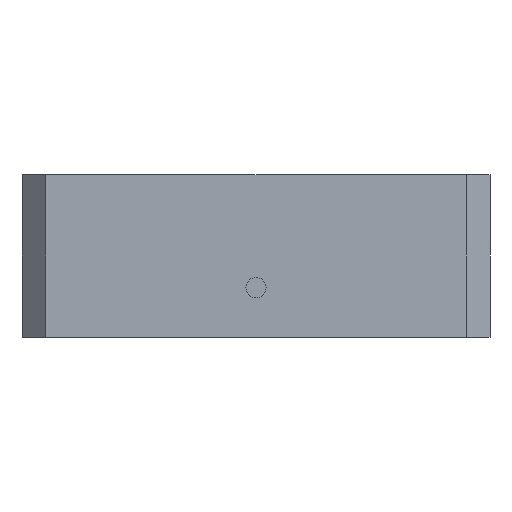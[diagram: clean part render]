
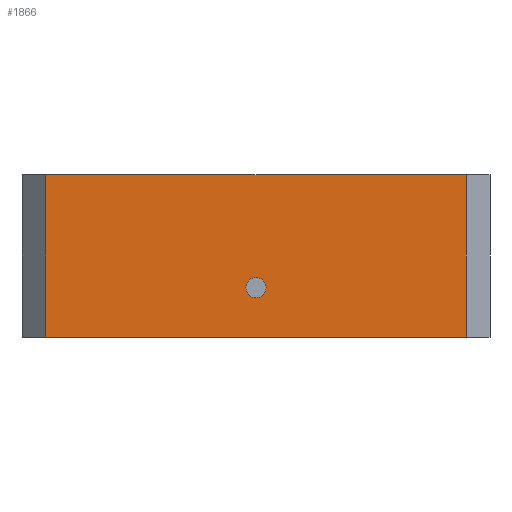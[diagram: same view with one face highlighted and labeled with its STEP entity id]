
A CAD part, front view. The second image highlights one B-rep face of the part: STEP entity #1866.
In plain terms, the highlighted planar face has unit normal (0, -1, 0).
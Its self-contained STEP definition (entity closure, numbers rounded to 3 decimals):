
#945 = VERTEX_POINT('',#946);
#946 = CARTESIAN_POINT('',(-53.1,-51.55,41.));
#952 = EDGE_CURVE('',#945,#953,#955,.T.);
#953 = VERTEX_POINT('',#954);
#954 = CARTESIAN_POINT('',(53.1,-51.55,41.));
#955 = LINE('',#956,#957);
#956 = CARTESIAN_POINT('',(-53.1,-51.55,41.));
#957 = VECTOR('',#958,1.);
#958 = DIRECTION('',(1.,0.,0.));
#1405 = VERTEX_POINT('',#1406);
#1406 = CARTESIAN_POINT('',(-53.1,-51.55,0.));
#1412 = EDGE_CURVE('',#1405,#1413,#1415,.T.);
#1413 = VERTEX_POINT('',#1414);
#1414 = CARTESIAN_POINT('',(53.1,-51.55,0.));
#1415 = LINE('',#1416,#1417);
#1416 = CARTESIAN_POINT('',(-53.1,-51.55,0.));
#1417 = VECTOR('',#1418,1.);
#1418 = DIRECTION('',(1.,0.,0.));
#1507 = EDGE_CURVE('',#1413,#953,#1508,.T.);
#1508 = LINE('',#1509,#1510);
#1509 = CARTESIAN_POINT('',(53.1,-51.55,0.));
#1510 = VECTOR('',#1511,1.);
#1511 = DIRECTION('',(0.,0.,1.));
#1805 = EDGE_CURVE('',#1405,#945,#1806,.T.);
#1806 = LINE('',#1807,#1808);
#1807 = CARTESIAN_POINT('',(-53.1,-51.55,0.));
#1808 = VECTOR('',#1809,1.);
#1809 = DIRECTION('',(0.,0.,1.));
#1866 = ADVANCED_FACE('',(#1867,#1873),#1884,.F.);
#1867 = FACE_BOUND('',#1868,.F.);
#1868 = EDGE_LOOP('',(#1869,#1870,#1871,#1872));
#1869 = ORIENTED_EDGE('',*,*,#1805,.T.);
#1870 = ORIENTED_EDGE('',*,*,#952,.T.);
#1871 = ORIENTED_EDGE('',*,*,#1507,.F.);
#1872 = ORIENTED_EDGE('',*,*,#1412,.F.);
#1873 = FACE_BOUND('',#1874,.F.);
#1874 = EDGE_LOOP('',(#1875));
#1875 = ORIENTED_EDGE('',*,*,#1876,.T.);
#1876 = EDGE_CURVE('',#1877,#1877,#1879,.T.);
#1877 = VERTEX_POINT('',#1878);
#1878 = CARTESIAN_POINT('',(2.55,-51.55,12.5));
#1879 = CIRCLE('',#1880,2.55);
#1880 = AXIS2_PLACEMENT_3D('',#1881,#1882,#1883);
#1881 = CARTESIAN_POINT('',(0.,-51.55,12.5));
#1882 = DIRECTION('',(0.,-1.,0.));
#1883 = DIRECTION('',(1.,0.,0.));
#1884 = PLANE('',#1885);
#1885 = AXIS2_PLACEMENT_3D('',#1886,#1887,#1888);
#1886 = CARTESIAN_POINT('',(-53.1,-51.55,0.));
#1887 = DIRECTION('',(0.,1.,0.));
#1888 = DIRECTION('',(1.,0.,0.));
